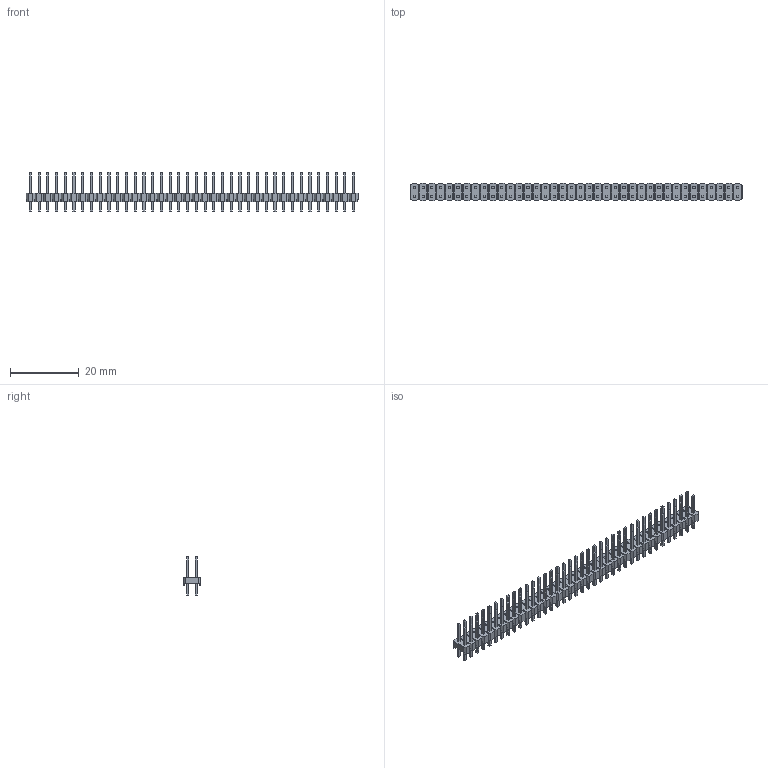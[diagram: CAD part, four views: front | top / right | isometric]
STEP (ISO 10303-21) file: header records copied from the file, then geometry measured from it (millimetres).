
FILE_DESCRIPTION(('STEP AP214'), '1');
FILE_NAME('PLD', '', ('UNSPECIFIED'), ('UNSPECIFIED'), 'ASCON STEP Converter 1.6', 'ASCON Math Kernel', '');
FILE_SCHEMA(('AUTOMOTIVE_DESIGN { 1 0 10303 214 3 1 1}'));
Length unit declared in the file: millimetre
Bounding box: 96.52 x 5.08 x 11.6 mm (x, y, z)
Volume: 1172.4 mm3; surface area: 3487.8 mm2
Topology: 1 solids, 1 shells, 1945 faces, 4654 edges, 2900 vertices
Faces by surface type: plane 1945
Entity records: 69924 total; most frequent: CARTESIAN_POINT 9500, ORIENTED_EDGE 9308, DIRECTION 8546, EDGE_CURVE 4654, LINE 4654, VECTOR 4654, VERTEX_POINT 2900, FACE_BOUND 2134
